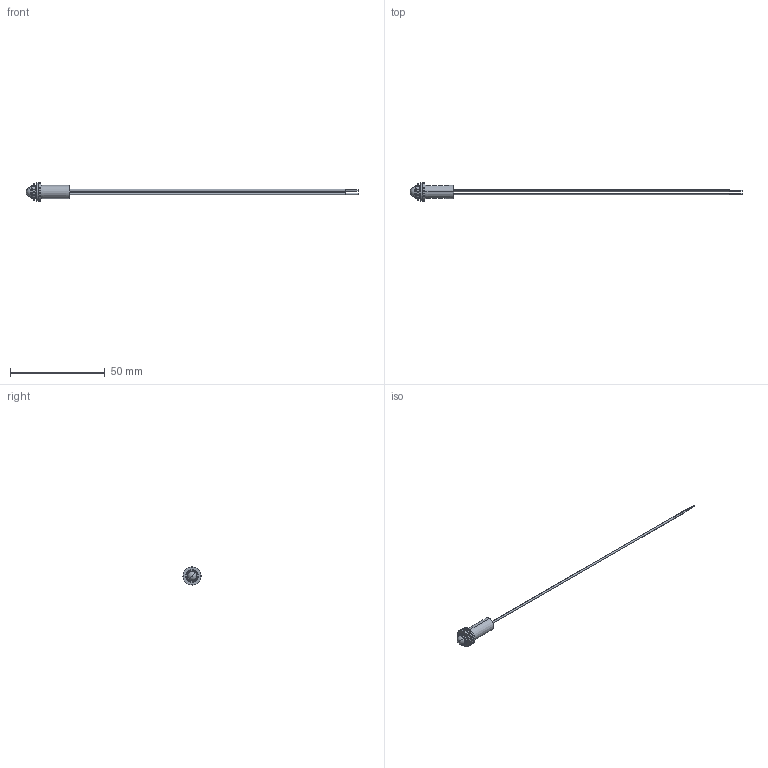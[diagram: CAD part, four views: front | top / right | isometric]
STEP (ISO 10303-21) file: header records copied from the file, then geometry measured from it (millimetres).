
FILE_DESCRIPTION (( 'STEP AP214' ), '1' );
FILE_NAME ('L61_Series.STEP', '2020-01-15T18:20:19', ( 'user' ), ( 'Microsoft' ), 'SwSTEP 2.0', 'SolidWorks 2018', '' );
FILE_SCHEMA (( 'AUTOMOTIVE_DESIGN' ));
Length unit declared in the file: foot
Products named in the file (5): 21030-5MM LED_SHORT BOTH; 22AWG Wires_Thin_2; L61_Series; 5610-790-31-BLK_L6 Spacer; 21094-000
Assembly tree (6 placements, depth 2):
  L61_Series
    21094-000
    5610-790-31-BLK_L6 Spacer  x2
    22AWG Wires_Thin_2  x2
    21030-5MM LED_SHORT BOTH
Bounding box: 175.53 x 9.53 x 9.53 mm (x, y, z)
Volume: 704.2 mm3; surface area: 2376.6 mm2
Topology: 6 solids, 6 shells, 96 faces, 204 edges, 132 vertices
Faces by surface type: plane 41, cylinder 27, cone 22, torus 4, sphere 2
Entity records: 2707 total; most frequent: DIRECTION 437, CARTESIAN_POINT 373, ORIENTED_EDGE 344, AXIS2_PLACEMENT_3D 176, EDGE_CURVE 172, VERTEX_POINT 112, EDGE_LOOP 96, CIRCLE 87
